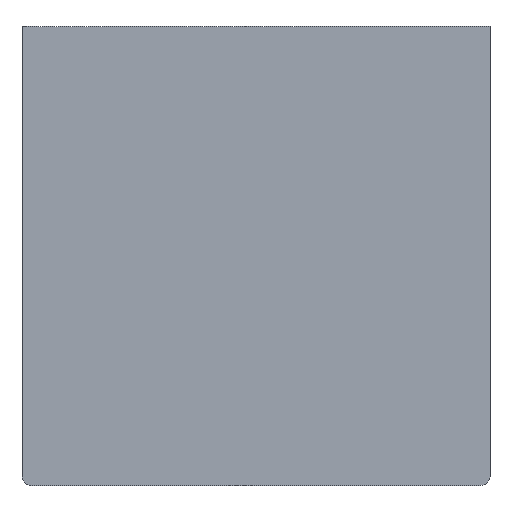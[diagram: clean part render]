
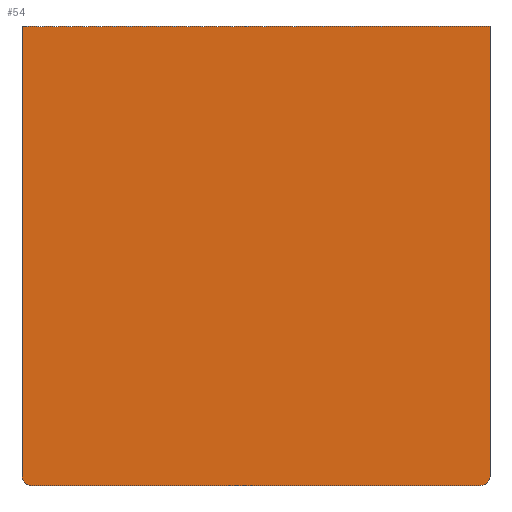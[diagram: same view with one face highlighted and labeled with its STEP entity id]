
A CAD part, left-side view. The second image highlights one B-rep face of the part: STEP entity #54.
In plain terms, the highlighted planar face has unit normal (-1, 0, 0).
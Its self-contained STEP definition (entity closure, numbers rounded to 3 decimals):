
#54=ADVANCED_FACE('',(#68),#70,.F.);
#68=FACE_BOUND('',#69,.T.);
#69=EDGE_LOOP('',(#121,#122,#123,#124,#125,#126));
#70=PLANE('',#71);
#71=AXIS2_PLACEMENT_3D('',#72,#73,#74);
#72=CARTESIAN_POINT('',(0.,0.,0.));
#73=DIRECTION('',(1.,0.,0.));
#74=DIRECTION('',(0.,1.,0.));
#121=ORIENTED_EDGE('',*,*,#153,.F.);
#122=ORIENTED_EDGE('',*,*,#154,.F.);
#123=ORIENTED_EDGE('',*,*,#155,.F.);
#124=ORIENTED_EDGE('',*,*,#156,.F.);
#125=ORIENTED_EDGE('',*,*,#157,.F.);
#126=ORIENTED_EDGE('',*,*,#158,.F.);
#153=EDGE_CURVE('',#173,#174,#175,.F.);
#154=EDGE_CURVE('',#176,#173,#177,.T.);
#155=EDGE_CURVE('',#178,#176,#179,.F.);
#156=EDGE_CURVE('',#180,#178,#181,.T.);
#157=EDGE_CURVE('',#182,#180,#183,.T.);
#158=EDGE_CURVE('',#174,#182,#184,.T.);
#173=VERTEX_POINT('',#207);
#174=VERTEX_POINT('',#208);
#175=CIRCLE('',#209,3.);
#176=VERTEX_POINT('',#213);
#177=LINE('',#214,#215);
#178=VERTEX_POINT('',#217);
#179=CIRCLE('',#218,3.);
#180=VERTEX_POINT('',#222);
#181=LINE('',#223,#224);
#182=VERTEX_POINT('',#226);
#183=LINE('',#227,#228);
#184=LINE('',#230,#231);
#207=CARTESIAN_POINT('',(0.,75.,-78.));
#208=CARTESIAN_POINT('',(0.,78.,-75.));
#209=AXIS2_PLACEMENT_3D('',#210,#211,#212);
#210=CARTESIAN_POINT('',(0.,75.,-75.));
#211=DIRECTION('',(-1.,0.,0.));
#212=DIRECTION('',(0.,1.,0.));
#213=CARTESIAN_POINT('',(0.,-75.,-78.));
#214=CARTESIAN_POINT('',(0.,-75.,-78.));
#215=VECTOR('',#216,1.);
#216=DIRECTION('',(0.,1.,0.));
#217=CARTESIAN_POINT('',(0.,-78.,-75.));
#218=AXIS2_PLACEMENT_3D('',#219,#220,#221);
#219=CARTESIAN_POINT('',(0.,-75.,-75.));
#220=DIRECTION('',(-1.,0.,0.));
#221=DIRECTION('',(0.,0.,-1.));
#222=CARTESIAN_POINT('',(0.,-78.,75.));
#223=CARTESIAN_POINT('',(0.,-78.,75.));
#224=VECTOR('',#225,1.);
#225=DIRECTION('',(0.,0.,-1.));
#226=CARTESIAN_POINT('',(0.,78.,75.));
#227=CARTESIAN_POINT('',(0.,78.,75.));
#228=VECTOR('',#229,1.);
#229=DIRECTION('',(0.,-1.,0.));
#230=CARTESIAN_POINT('',(0.,78.,-75.));
#231=VECTOR('',#232,1.);
#232=DIRECTION('',(0.,0.,1.));
